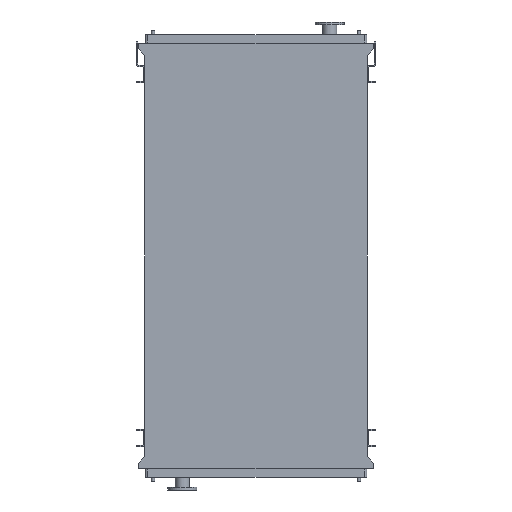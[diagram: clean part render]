
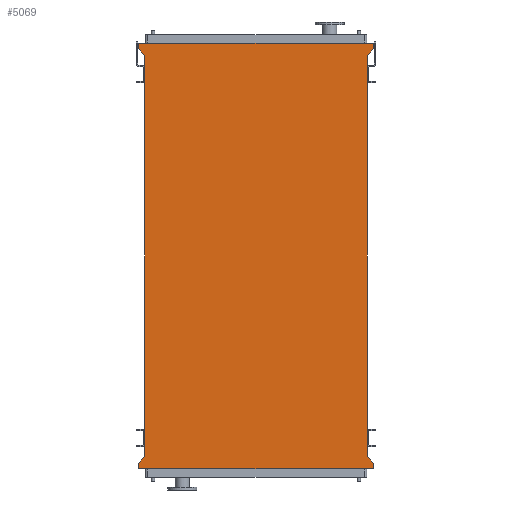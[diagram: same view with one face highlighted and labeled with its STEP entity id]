
A CAD part, front view. The second image highlights one B-rep face of the part: STEP entity #5069.
In plain terms, the highlighted planar face has unit normal (0, -1, 0).
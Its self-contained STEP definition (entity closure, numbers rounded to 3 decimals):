
#442 = VERTEX_POINT ( 'NONE', #2303 ) ;
#483 = DIRECTION ( 'NONE',  ( -0.655, 0., 0.755 ) ) ;
#701 = CARTESIAN_POINT ( 'NONE',  ( -845., 0., 0. ) ) ;
#763 = VECTOR ( 'NONE', #2070, 1000. ) ;
#1379 = DIRECTION ( 'NONE',  ( 0., 0., 1. ) ) ;
#1405 = CARTESIAN_POINT ( 'NONE',  ( -891., 0., 53. ) ) ;
#1513 = CARTESIAN_POINT ( 'NONE',  ( 845., 0., -3050. ) ) ;
#1603 = AXIS2_PLACEMENT_3D ( 'NONE', #14649, #14595, #14547 ) ;
#1757 = LINE ( 'NONE', #1513, #12470 ) ;
#1912 = DIRECTION ( 'NONE',  ( 0., 0., -1. ) ) ;
#2017 = CARTESIAN_POINT ( 'NONE',  ( 891., 0., 95. ) ) ;
#2070 = DIRECTION ( 'NONE',  ( -0.655, 0., -0.755 ) ) ;
#2280 = LINE ( 'NONE', #5925, #12856 ) ;
#2302 = CARTESIAN_POINT ( 'NONE',  ( 891., 0., 53. ) ) ;
#2303 = CARTESIAN_POINT ( 'NONE',  ( -845., 0., -3050. ) ) ;
#2326 = CARTESIAN_POINT ( 'NONE',  ( 891., 0., -3103. ) ) ;
#2768 = LINE ( 'NONE', #6748, #6452 ) ;
#3409 = ORIENTED_EDGE ( 'NONE', *, *, #11785, .F. ) ;
#3651 = CARTESIAN_POINT ( 'NONE',  ( 845., 0., -3050. ) ) ;
#3773 = CARTESIAN_POINT ( 'NONE',  ( 891., 0., -3145. ) ) ;
#3915 = ORIENTED_EDGE ( 'NONE', *, *, #11812, .F. ) ;
#4282 = VECTOR ( 'NONE', #4641, 1000. ) ;
#4641 = DIRECTION ( 'NONE',  ( 0., 0., 1. ) ) ;
#4664 = CARTESIAN_POINT ( 'NONE',  ( 845., 0., -3050. ) ) ;
#4754 = DIRECTION ( 'NONE',  ( 0.655, 0., -0.755 ) ) ;
#5069 = ADVANCED_FACE ( 'NONE', ( #15820 ), #14614, .T. ) ;
#5738 = DIRECTION ( 'NONE',  ( 0., 0., -1. ) ) ;
#5925 = CARTESIAN_POINT ( 'NONE',  ( 891., 0., -3103. ) ) ;
#6452 = VECTOR ( 'NONE', #9208, 1000. ) ;
#6577 = ORIENTED_EDGE ( 'NONE', *, *, #10609, .F. ) ;
#6748 = CARTESIAN_POINT ( 'NONE',  ( 891., 0., -3145. ) ) ;
#6800 = CARTESIAN_POINT ( 'NONE',  ( -845., 0., 0. ) ) ;
#7830 = CARTESIAN_POINT ( 'NONE',  ( -891., 0., -3103. ) ) ;
#7955 = CARTESIAN_POINT ( 'NONE',  ( -891., 0., -3145. ) ) ;
#8551 = LINE ( 'NONE', #14013, #17134 ) ;
#8830 = ORIENTED_EDGE ( 'NONE', *, *, #11362, .T. ) ;
#8920 = VECTOR ( 'NONE', #483, 1000. ) ;
#9203 = ORIENTED_EDGE ( 'NONE', *, *, #11520, .F. ) ;
#9208 = DIRECTION ( 'NONE',  ( -1., 0., 0. ) ) ;
#9226 = VECTOR ( 'NONE', #11343, 1000. ) ;
#9559 = EDGE_CURVE ( 'NONE', #11871, #13113, #9621, .T. ) ;
#9621 = LINE ( 'NONE', #11375, #9226 ) ;
#9756 = VECTOR ( 'NONE', #14234, 1000. ) ;
#9866 = VERTEX_POINT ( 'NONE', #6800 ) ;
#10007 = ORIENTED_EDGE ( 'NONE', *, *, #11683, .F. ) ;
#10194 = EDGE_LOOP ( 'NONE', ( #8830, #15366, #9203, #12575, #12957, #16046, #6577, #10007, #13695, #16629, #3409, #3915 ) ) ;
#10286 = VERTEX_POINT ( 'NONE', #16114 ) ;
#10549 = LINE ( 'NONE', #1405, #13414 ) ;
#10555 = VERTEX_POINT ( 'NONE', #14322 ) ;
#10609 = EDGE_CURVE ( 'NONE', #442, #9866, #13109, .T. ) ;
#10765 = CARTESIAN_POINT ( 'NONE',  ( 891., 0., 53. ) ) ;
#11125 = LINE ( 'NONE', #15988, #16842 ) ;
#11324 = LINE ( 'NONE', #2017, #14202 ) ;
#11343 = DIRECTION ( 'NONE',  ( 1., 0., 0. ) ) ;
#11362 = EDGE_CURVE ( 'NONE', #14463, #10555, #11518, .T. ) ;
#11375 = CARTESIAN_POINT ( 'NONE',  ( -891., 0., 95. ) ) ;
#11489 = VERTEX_POINT ( 'NONE', #2326 ) ;
#11499 = EDGE_CURVE ( 'NONE', #13724, #10555, #14963, .T. ) ;
#11518 = LINE ( 'NONE', #4664, #4282 ) ;
#11520 = EDGE_CURVE ( 'NONE', #13113, #13724, #11324, .T. ) ;
#11568 = EDGE_CURVE ( 'NONE', #10286, #11871, #10549, .T. ) ;
#11630 = EDGE_CURVE ( 'NONE', #9866, #10286, #15445, .T. ) ;
#11667 = VERTEX_POINT ( 'NONE', #7955 ) ;
#11683 = EDGE_CURVE ( 'NONE', #14162, #442, #8551, .T. ) ;
#11709 = EDGE_CURVE ( 'NONE', #11667, #14162, #11125, .T. ) ;
#11762 = EDGE_CURVE ( 'NONE', #12062, #11667, #2768, .T. ) ;
#11785 = EDGE_CURVE ( 'NONE', #11489, #12062, #2280, .T. ) ;
#11812 = EDGE_CURVE ( 'NONE', #14463, #11489, #1757, .T. ) ;
#11871 = VERTEX_POINT ( 'NONE', #15251 ) ;
#12062 = VERTEX_POINT ( 'NONE', #3773 ) ;
#12470 = VECTOR ( 'NONE', #4754, 1000. ) ;
#12575 = ORIENTED_EDGE ( 'NONE', *, *, #9559, .F. ) ;
#12800 = DIRECTION ( 'NONE',  ( 0., 0., 1. ) ) ;
#12856 = VECTOR ( 'NONE', #5738, 1000. ) ;
#12957 = ORIENTED_EDGE ( 'NONE', *, *, #11568, .F. ) ;
#13109 = LINE ( 'NONE', #14189, #9756 ) ;
#13113 = VERTEX_POINT ( 'NONE', #13439 ) ;
#13414 = VECTOR ( 'NONE', #1379, 1000. ) ;
#13439 = CARTESIAN_POINT ( 'NONE',  ( 891., 0., 95. ) ) ;
#13695 = ORIENTED_EDGE ( 'NONE', *, *, #11709, .F. ) ;
#13724 = VERTEX_POINT ( 'NONE', #10765 ) ;
#13793 = DIRECTION ( 'NONE',  ( 0.655, 0., 0.755 ) ) ;
#14013 = CARTESIAN_POINT ( 'NONE',  ( -891., 0., -3103. ) ) ;
#14162 = VERTEX_POINT ( 'NONE', #7830 ) ;
#14189 = CARTESIAN_POINT ( 'NONE',  ( -845., 0., -3050. ) ) ;
#14202 = VECTOR ( 'NONE', #1912, 1000. ) ;
#14234 = DIRECTION ( 'NONE',  ( 0., 0., 1. ) ) ;
#14322 = CARTESIAN_POINT ( 'NONE',  ( 845., 0., 0. ) ) ;
#14463 = VERTEX_POINT ( 'NONE', #3651 ) ;
#14547 = DIRECTION ( 'NONE',  ( 0., 0., -1. ) ) ;
#14595 = DIRECTION ( 'NONE',  ( 0., -1., 0. ) ) ;
#14614 = PLANE ( 'NONE',  #1603 ) ;
#14649 = CARTESIAN_POINT ( 'NONE',  ( -845., 0., -3050. ) ) ;
#14963 = LINE ( 'NONE', #2302, #763 ) ;
#15251 = CARTESIAN_POINT ( 'NONE',  ( -891., 0., 95. ) ) ;
#15366 = ORIENTED_EDGE ( 'NONE', *, *, #11499, .F. ) ;
#15445 = LINE ( 'NONE', #701, #8920 ) ;
#15820 = FACE_OUTER_BOUND ( 'NONE', #10194, .T. ) ;
#15988 = CARTESIAN_POINT ( 'NONE',  ( -891., 0., -3145. ) ) ;
#16046 = ORIENTED_EDGE ( 'NONE', *, *, #11630, .F. ) ;
#16114 = CARTESIAN_POINT ( 'NONE',  ( -891., 0., 53. ) ) ;
#16629 = ORIENTED_EDGE ( 'NONE', *, *, #11762, .F. ) ;
#16842 = VECTOR ( 'NONE', #12800, 1000. ) ;
#17134 = VECTOR ( 'NONE', #13793, 1000. ) ;
